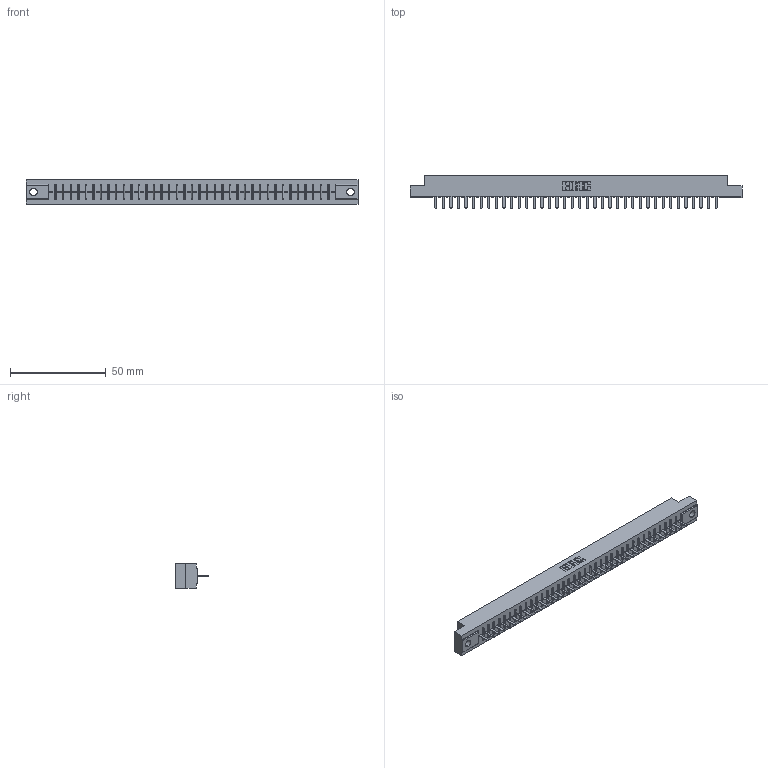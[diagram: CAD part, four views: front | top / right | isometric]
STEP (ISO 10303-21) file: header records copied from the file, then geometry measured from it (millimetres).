
FILE_DESCRIPTION (( 'STEP AP203' ), '1' );
FILE_NAME ('316-038-420-104.STEP', '2020-09-23T05:51:04', ( '' ), ( '' ), 'SwSTEP 2.0', 'SolidWorks 2020', '' );
FILE_SCHEMA (( 'CONFIG_CONTROL_DESIGN' ));
Length unit declared in the file: inch
Products named in the file (3): 306 Part_.156 Dia; 316-038-420-104; 306-290-001_120
Assembly tree (39 placements, depth 2):
  316-038-420-104
    306 Part_.156 Dia
    306-290-001_120  x38
Bounding box: 173.58 x 17.12 x 12.7 mm (x, y, z)
Volume: 19066.7 mm3; surface area: 19347.6 mm2
Topology: 39 solids, 39 shells, 2790 faces, 7838 edges, 5020 vertices
Faces by surface type: plane 1868, cylinder 770, sphere 152
Entity records: 36329 total; most frequent: CARTESIAN_POINT 6103, ORIENTED_EDGE 6048, DIRECTION 6010, EDGE_CURVE 3024, LINE 2372, VECTOR 2372, VERTEX_POINT 1912, AXIS2_PLACEMENT_3D 1819
